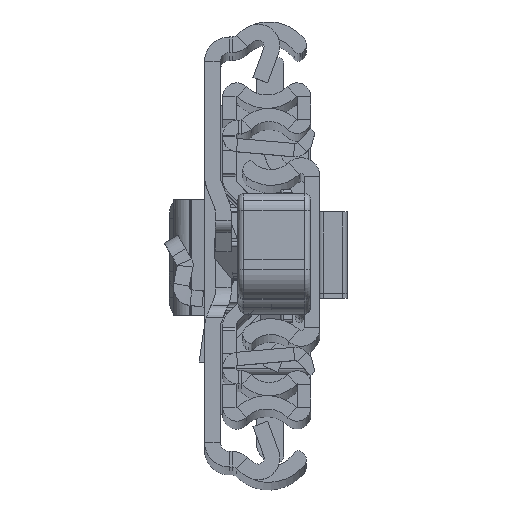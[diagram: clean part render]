
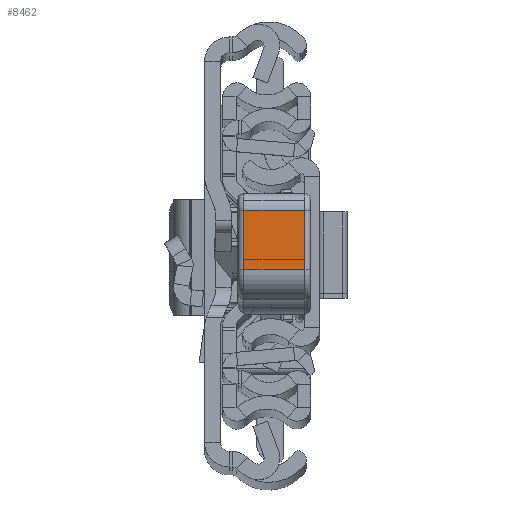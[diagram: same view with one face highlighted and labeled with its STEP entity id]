
A CAD part, top view. The second image highlights one B-rep face of the part: STEP entity #8462.
In plain terms, the highlighted face is planar.
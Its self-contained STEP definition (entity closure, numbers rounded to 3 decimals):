
#999 = DIRECTION ( 'NONE',  ( 0., 0., 1. ) ) ;
#1309 = FACE_OUTER_BOUND ( 'NONE', #35904, .T. ) ;
#5704 = CARTESIAN_POINT ( 'NONE',  ( 39.55, -12.274, -11. ) ) ;
#6684 = DIRECTION ( 'NONE',  ( 0., 0., -1. ) ) ;
#7751 = DIRECTION ( 'NONE',  ( -0.027, -1., 0. ) ) ;
#7796 = VECTOR ( 'NONE', #7751, 1000. ) ;
#8369 = EDGE_CURVE ( 'NONE', #36092, #27736, #24213, .T. ) ;
#8380 = CARTESIAN_POINT ( 'NONE',  ( 39.55, -12.274, 0. ) ) ;
#8462 = ADVANCED_FACE ( 'NONE', ( #1309 ), #9955, .F. ) ;
#9269 = VERTEX_POINT ( 'NONE', #36162 ) ;
#9562 = CARTESIAN_POINT ( 'NONE',  ( 39.818, -2.465, -11. ) ) ;
#9955 = PLANE ( 'NONE',  #26675 ) ;
#14639 = VECTOR ( 'NONE', #999, 1000. ) ;
#15633 = LINE ( 'NONE', #27374, #14639 ) ;
#16144 = ORIENTED_EDGE ( 'NONE', *, *, #8369, .F. ) ;
#16950 = CARTESIAN_POINT ( 'NONE',  ( 39.55, -12.274, -10. ) ) ;
#19101 = EDGE_CURVE ( 'NONE', #9269, #36092, #34788, .T. ) ;
#19334 = LINE ( 'NONE', #19512, #7796 ) ;
#19512 = CARTESIAN_POINT ( 'NONE',  ( 39.55, -12.274, -10. ) ) ;
#21157 = CARTESIAN_POINT ( 'NONE',  ( 39.818, -2.465, -10. ) ) ;
#23319 = VECTOR ( 'NONE', #31914, 1000. ) ;
#23709 = ORIENTED_EDGE ( 'NONE', *, *, #23711, .F. ) ;
#23711 = EDGE_CURVE ( 'NONE', #27736, #30224, #19334, .T. ) ;
#24213 = LINE ( 'NONE', #9562, #25430 ) ;
#25430 = VECTOR ( 'NONE', #6684, 1000. ) ;
#26441 = ORIENTED_EDGE ( 'NONE', *, *, #19101, .F. ) ;
#26675 = AXIS2_PLACEMENT_3D ( 'NONE', #5704, #32290, #31538 ) ;
#27374 = CARTESIAN_POINT ( 'NONE',  ( 39.55, -12.274, -11. ) ) ;
#27736 = VERTEX_POINT ( 'NONE', #21157 ) ;
#30139 = EDGE_CURVE ( 'NONE', #30224, #9269, #15633, .T. ) ;
#30224 = VERTEX_POINT ( 'NONE', #16950 ) ;
#31538 = DIRECTION ( 'NONE',  ( -0.027, -1., 0. ) ) ;
#31914 = DIRECTION ( 'NONE',  ( 0.027, 1., 0. ) ) ;
#32290 = DIRECTION ( 'NONE',  ( -1., 0.027, 0. ) ) ;
#34788 = LINE ( 'NONE', #8380, #23319 ) ;
#35904 = EDGE_LOOP ( 'NONE', ( #35977, #23709, #16144, #26441 ) ) ;
#35977 = ORIENTED_EDGE ( 'NONE', *, *, #30139, .F. ) ;
#36092 = VERTEX_POINT ( 'NONE', #37269 ) ;
#36162 = CARTESIAN_POINT ( 'NONE',  ( 39.55, -12.274, 0. ) ) ;
#37269 = CARTESIAN_POINT ( 'NONE',  ( 39.818, -2.465, 0. ) ) ;
